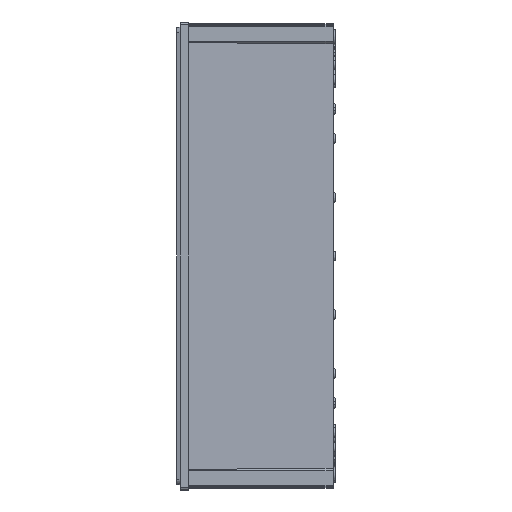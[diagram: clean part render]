
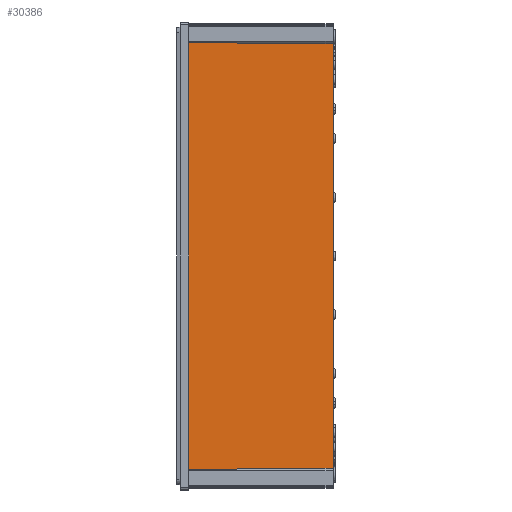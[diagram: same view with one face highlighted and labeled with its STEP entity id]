
A CAD part, left-side view. The second image highlights one B-rep face of the part: STEP entity #30386.
In plain terms, the highlighted planar face has unit normal (-1, -0.009, 0).
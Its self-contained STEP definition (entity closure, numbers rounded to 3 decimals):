
#268 = PLANE ( 'NONE',  #11776 ) ;
#2112 = CARTESIAN_POINT ( 'NONE',  ( -195.429, -129.964, 180.429 ) ) ;
#2183 = ORIENTED_EDGE ( 'NONE', *, *, #27764, .T. ) ;
#2438 = CARTESIAN_POINT ( 'NONE',  ( -196.5, -7.2, 181.5 ) ) ;
#3038 = DIRECTION ( 'NONE',  ( 0., 0., 1. ) ) ;
#3121 = CARTESIAN_POINT ( 'NONE',  ( -195.428, -130., 180.428 ) ) ;
#4085 = DIRECTION ( 'NONE',  ( 0.009, -1., 0.009 ) ) ;
#5892 = FACE_OUTER_BOUND ( 'NONE', #9786, .T. ) ;
#6980 = VERTEX_POINT ( 'NONE', #3121 ) ;
#9786 = EDGE_LOOP ( 'NONE', ( #18630, #12072, #2183, #31068 ) ) ;
#9910 = LINE ( 'NONE', #2112, #27813 ) ;
#10048 = VERTEX_POINT ( 'NONE', #27975 ) ;
#10079 = VECTOR ( 'NONE', #22658, 1000. ) ;
#10749 = CARTESIAN_POINT ( 'NONE',  ( -195.428, -130., -180.428 ) ) ;
#11648 = EDGE_CURVE ( 'NONE', #6980, #14825, #9910, .T. ) ;
#11776 = AXIS2_PLACEMENT_3D ( 'NONE', #17265, #17379, #14595 ) ;
#12072 = ORIENTED_EDGE ( 'NONE', *, *, #27929, .T. ) ;
#12967 = CARTESIAN_POINT ( 'NONE',  ( -196.5, -7.2, 191.5 ) ) ;
#14595 = DIRECTION ( 'NONE',  ( 0.009, -1., 0. ) ) ;
#14825 = VERTEX_POINT ( 'NONE', #2438 ) ;
#15900 = VECTOR ( 'NONE', #3038, 1000. ) ;
#17265 = CARTESIAN_POINT ( 'NONE',  ( -196.5, -7.2, 191.5 ) ) ;
#17379 = DIRECTION ( 'NONE',  ( -1., -0.009, 0. ) ) ;
#18630 = ORIENTED_EDGE ( 'NONE', *, *, #21691, .T. ) ;
#21208 = LINE ( 'NONE', #23424, #22736 ) ;
#21691 = EDGE_CURVE ( 'NONE', #14825, #10048, #27979, .T. ) ;
#21961 = LINE ( 'NONE', #25136, #15900 ) ;
#22262 = VERTEX_POINT ( 'NONE', #10749 ) ;
#22658 = DIRECTION ( 'NONE',  ( 0., 0., -1. ) ) ;
#22736 = VECTOR ( 'NONE', #4085, 1000. ) ;
#23424 = CARTESIAN_POINT ( 'NONE',  ( -195.429, -129.964, -180.429 ) ) ;
#25136 = CARTESIAN_POINT ( 'NONE',  ( -195.428, -130., 191.5 ) ) ;
#27764 = EDGE_CURVE ( 'NONE', #22262, #6980, #21961, .T. ) ;
#27813 = VECTOR ( 'NONE', #31007, 1000. ) ;
#27929 = EDGE_CURVE ( 'NONE', #10048, #22262, #21208, .T. ) ;
#27975 = CARTESIAN_POINT ( 'NONE',  ( -196.5, -7.2, -181.5 ) ) ;
#27979 = LINE ( 'NONE', #12967, #10079 ) ;
#30386 = ADVANCED_FACE ( 'NONE', ( #5892 ), #268, .T. ) ;
#31007 = DIRECTION ( 'NONE',  ( -0.009, 1., 0.009 ) ) ;
#31068 = ORIENTED_EDGE ( 'NONE', *, *, #11648, .T. ) ;
